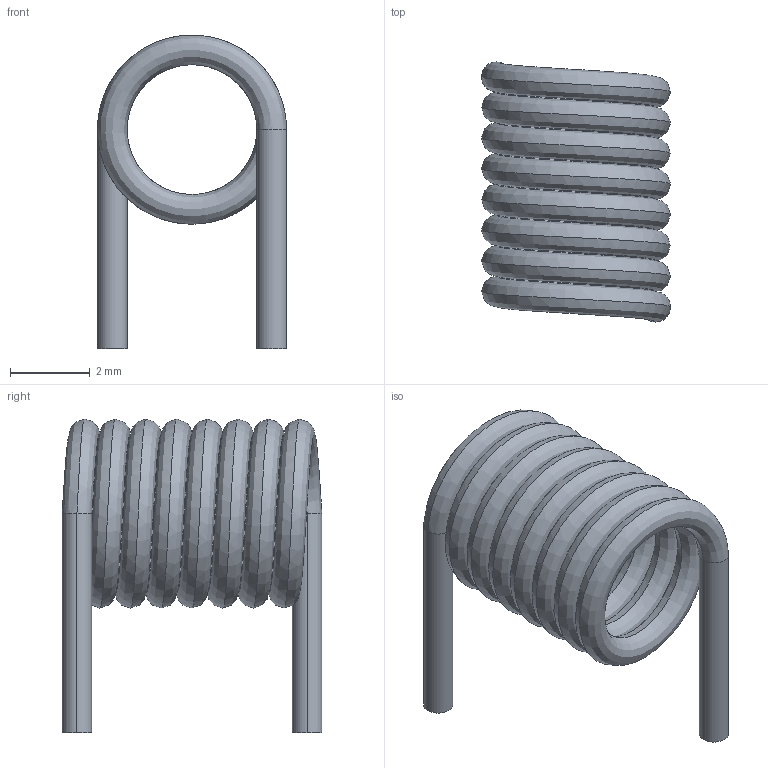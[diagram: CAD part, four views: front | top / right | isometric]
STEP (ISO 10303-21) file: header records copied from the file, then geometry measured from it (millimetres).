
FILE_DESCRIPTION (( 'STEP AP214' ), '1' );
FILE_NAME ('530AF9DB-047A-44C3-91C5-53E7BE16D6AC.STEP', '2024-11-06T14:38:05', ( '' ), ( '' ), 'SwSTEP 2.0', 'SolidWorks 2022', '' );
FILE_SCHEMA (( 'AUTOMOTIVE_DESIGN' ));
Length unit declared in the file: millimetre
Products named in the file (1): 530AF9DB-047A-44C3-91C5-53E7BE16D6AC
Bounding box: 4.74 x 6.51 x 7.87 mm (x, y, z)
Volume: 45.3 mm3; surface area: 245.7 mm2
Topology: 1 solids, 1 shells, 8 faces, 14 edges, 8 vertices
Faces by surface type: cylinder 4, bspline 2, plane 2
Entity records: 8308 total; most frequent: CARTESIAN_POINT 8123, DIRECTION 34, ORIENTED_EDGE 28, AXIS2_PLACEMENT_3D 15, EDGE_CURVE 14, FACE_OUTER_BOUND 8, VERTEX_POINT 8, CIRCLE 8
